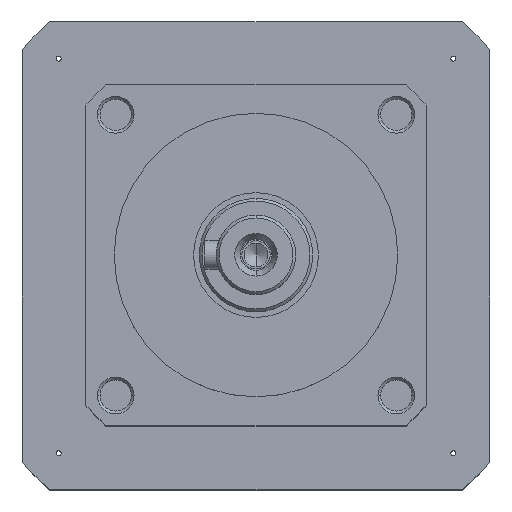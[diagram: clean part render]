
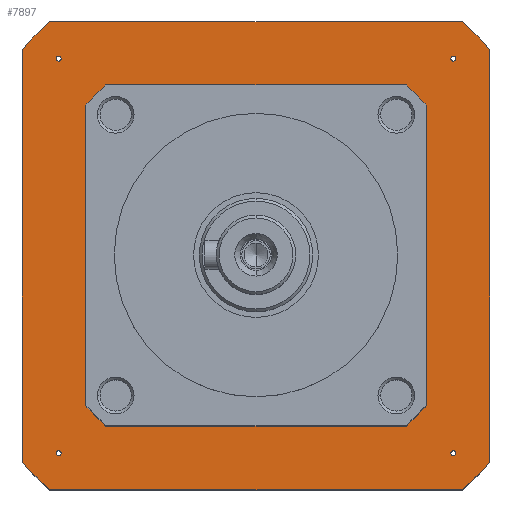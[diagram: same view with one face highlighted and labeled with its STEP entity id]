
A CAD part, top view. The second image highlights one B-rep face of the part: STEP entity #7897.
In plain terms, the highlighted planar face has unit normal (0, 0, 1).
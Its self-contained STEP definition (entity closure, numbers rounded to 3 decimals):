
#533=PLANE('',#8972);
#985=VECTOR('',#11334,1.);
#986=VECTOR('',#11337,1.);
#987=VECTOR('',#11340,1.);
#988=VECTOR('',#11343,1.);
#1399=LINE('',#14491,#985);
#1400=LINE('',#14496,#986);
#1401=LINE('',#14500,#987);
#1402=LINE('',#14504,#988);
#2095=VERTEX_POINT('',#14480);
#2096=VERTEX_POINT('',#14483);
#2097=VERTEX_POINT('',#14486);
#2098=VERTEX_POINT('',#14489);
#2099=VERTEX_POINT('',#14492);
#2100=VERTEX_POINT('',#14493);
#2101=VERTEX_POINT('',#14495);
#2102=VERTEX_POINT('',#14497);
#2103=VERTEX_POINT('',#14499);
#2104=VERTEX_POINT('',#14501);
#2105=VERTEX_POINT('',#14503);
#2106=VERTEX_POINT('',#14505);
#2107=VERTEX_POINT('',#14508);
#2108=VERTEX_POINT('',#14509);
#2109=VERTEX_POINT('',#14512);
#2110=VERTEX_POINT('',#14513);
#2111=VERTEX_POINT('',#14516);
#2112=VERTEX_POINT('',#14517);
#2113=VERTEX_POINT('',#14520);
#2114=VERTEX_POINT('',#14521);
#2115=VERTEX_POINT('',#14524);
#2116=VERTEX_POINT('',#14525);
#2788=CIRCLE('',#8965,0.436);
#2789=CIRCLE('',#8967,0.436);
#2790=CIRCLE('',#8969,0.436);
#2791=CIRCLE('',#8971,0.436);
#2792=CIRCLE('',#8973,55.);
#2793=CIRCLE('',#8974,55.);
#2794=CIRCLE('',#8975,55.);
#2795=CIRCLE('',#8976,55.);
#2796=CIRCLE('',#8977,25.);
#2797=CIRCLE('',#8978,25.);
#2798=CIRCLE('',#8979,2.75);
#2799=CIRCLE('',#8980,2.75);
#2800=CIRCLE('',#8981,2.75);
#2801=CIRCLE('',#8982,2.75);
#2802=CIRCLE('',#8983,2.75);
#2803=CIRCLE('',#8984,2.75);
#2804=CIRCLE('',#8985,2.75);
#2805=CIRCLE('',#8986,2.75);
#3841=EDGE_CURVE('',#2095,#2095,#2788,.T.);
#3842=EDGE_CURVE('',#2096,#2096,#2789,.T.);
#3843=EDGE_CURVE('',#2097,#2097,#2790,.T.);
#3844=EDGE_CURVE('',#2098,#2098,#2791,.T.);
#3845=EDGE_CURVE('',#2099,#2100,#1399,.T.);
#3846=EDGE_CURVE('',#2100,#2101,#2792,.T.);
#3847=EDGE_CURVE('',#2101,#2102,#1400,.T.);
#3848=EDGE_CURVE('',#2102,#2103,#2793,.T.);
#3849=EDGE_CURVE('',#2103,#2104,#1401,.T.);
#3850=EDGE_CURVE('',#2104,#2105,#2794,.T.);
#3851=EDGE_CURVE('',#2105,#2106,#1402,.T.);
#3852=EDGE_CURVE('',#2106,#2099,#2795,.T.);
#3853=EDGE_CURVE('',#2107,#2108,#2796,.T.);
#3854=EDGE_CURVE('',#2108,#2107,#2797,.T.);
#3855=EDGE_CURVE('',#2109,#2110,#2798,.T.);
#3856=EDGE_CURVE('',#2110,#2109,#2799,.T.);
#3857=EDGE_CURVE('',#2111,#2112,#2800,.T.);
#3858=EDGE_CURVE('',#2112,#2111,#2801,.T.);
#3859=EDGE_CURVE('',#2113,#2114,#2802,.T.);
#3860=EDGE_CURVE('',#2114,#2113,#2803,.T.);
#3861=EDGE_CURVE('',#2115,#2116,#2804,.T.);
#3862=EDGE_CURVE('',#2116,#2115,#2805,.T.);
#5928=ORIENTED_EDGE('',*,*,#3841,.T.);
#5929=ORIENTED_EDGE('',*,*,#3842,.T.);
#5930=ORIENTED_EDGE('',*,*,#3843,.T.);
#5931=ORIENTED_EDGE('',*,*,#3844,.T.);
#5932=ORIENTED_EDGE('',*,*,#3845,.T.);
#5933=ORIENTED_EDGE('',*,*,#3846,.T.);
#5934=ORIENTED_EDGE('',*,*,#3847,.T.);
#5935=ORIENTED_EDGE('',*,*,#3848,.T.);
#5936=ORIENTED_EDGE('',*,*,#3849,.T.);
#5937=ORIENTED_EDGE('',*,*,#3850,.T.);
#5938=ORIENTED_EDGE('',*,*,#3851,.T.);
#5939=ORIENTED_EDGE('',*,*,#3852,.T.);
#5940=ORIENTED_EDGE('',*,*,#3853,.F.);
#5941=ORIENTED_EDGE('',*,*,#3854,.F.);
#5942=ORIENTED_EDGE('',*,*,#3855,.F.);
#5943=ORIENTED_EDGE('',*,*,#3856,.F.);
#5944=ORIENTED_EDGE('',*,*,#3857,.F.);
#5945=ORIENTED_EDGE('',*,*,#3858,.F.);
#5946=ORIENTED_EDGE('',*,*,#3859,.F.);
#5947=ORIENTED_EDGE('',*,*,#3860,.F.);
#5948=ORIENTED_EDGE('',*,*,#3861,.F.);
#5949=ORIENTED_EDGE('',*,*,#3862,.F.);
#6762=EDGE_LOOP('',(#5928));
#6763=EDGE_LOOP('',(#5929));
#6764=EDGE_LOOP('',(#5930));
#6765=EDGE_LOOP('',(#5931));
#6766=EDGE_LOOP('',(#5932,#5933,#5934,#5935,#5936,#5937,#5938,#5939));
#6767=EDGE_LOOP('',(#5940,#5941));
#6768=EDGE_LOOP('',(#5942,#5943));
#6769=EDGE_LOOP('',(#5944,#5945));
#6770=EDGE_LOOP('',(#5946,#5947));
#6771=EDGE_LOOP('',(#5948,#5949));
#7385=FACE_BOUND('',#6762,.T.);
#7386=FACE_BOUND('',#6763,.T.);
#7387=FACE_BOUND('',#6764,.T.);
#7388=FACE_BOUND('',#6765,.T.);
#7389=FACE_BOUND('',#6766,.T.);
#7390=FACE_BOUND('',#6767,.T.);
#7391=FACE_BOUND('',#6768,.T.);
#7392=FACE_BOUND('',#6769,.T.);
#7393=FACE_BOUND('',#6770,.T.);
#7394=FACE_BOUND('',#6771,.T.);
#7897=ADVANCED_FACE('',(#7385,#7386,#7387,#7388,#7389,#7390,#7391,#7392,
#7393,#7394),#533,.T.);
#8965=AXIS2_PLACEMENT_3D('',#14479,#11319,#11320);
#8967=AXIS2_PLACEMENT_3D('',#14482,#11323,#11324);
#8969=AXIS2_PLACEMENT_3D('',#14485,#11327,#11328);
#8971=AXIS2_PLACEMENT_3D('',#14488,#11331,#11332);
#8972=AXIS2_PLACEMENT_3D('',#14490,#11333,$);
#8973=AXIS2_PLACEMENT_3D('',#14494,#11335,#11336);
#8974=AXIS2_PLACEMENT_3D('',#14498,#11338,#11339);
#8975=AXIS2_PLACEMENT_3D('',#14502,#11341,#11342);
#8976=AXIS2_PLACEMENT_3D('',#14506,#11344,#11345);
#8977=AXIS2_PLACEMENT_3D('',#14507,#11346,#11347);
#8978=AXIS2_PLACEMENT_3D('',#14510,#11348,#11349);
#8979=AXIS2_PLACEMENT_3D('',#14511,#11350,#11351);
#8980=AXIS2_PLACEMENT_3D('',#14514,#11352,#11353);
#8981=AXIS2_PLACEMENT_3D('',#14515,#11354,#11355);
#8982=AXIS2_PLACEMENT_3D('',#14518,#11356,#11357);
#8983=AXIS2_PLACEMENT_3D('',#14519,#11358,#11359);
#8984=AXIS2_PLACEMENT_3D('',#14522,#11360,#11361);
#8985=AXIS2_PLACEMENT_3D('',#14523,#11362,#11363);
#8986=AXIS2_PLACEMENT_3D('',#14526,#11364,#11365);
#11319=DIRECTION('',(0.,0.,-1.));
#11320=DIRECTION('',(0.436,0.,0.));
#11323=DIRECTION('',(0.,0.,-1.));
#11324=DIRECTION('',(0.436,0.,0.));
#11327=DIRECTION('',(0.,0.,-1.));
#11328=DIRECTION('',(0.436,0.,0.));
#11331=DIRECTION('',(0.,0.,-1.));
#11332=DIRECTION('',(0.436,0.,0.));
#11333=DIRECTION('',(0.,0.,1.));
#11334=DIRECTION('',(0.,1.,0.));
#11335=DIRECTION('',(0.,0.,1.));
#11336=DIRECTION('',(55.,0.,0.));
#11337=DIRECTION('',(-1.,0.,0.));
#11338=DIRECTION('',(0.,0.,1.));
#11339=DIRECTION('',(55.,0.,0.));
#11340=DIRECTION('',(0.,-1.,0.));
#11341=DIRECTION('',(0.,0.,1.));
#11342=DIRECTION('',(55.,0.,0.));
#11343=DIRECTION('',(1.,0.,0.));
#11344=DIRECTION('',(0.,0.,1.));
#11345=DIRECTION('',(55.,0.,0.));
#11346=DIRECTION('',(0.,0.,1.));
#11347=DIRECTION('',(25.,0.,0.));
#11348=DIRECTION('',(0.,0.,1.));
#11349=DIRECTION('',(25.,0.,0.));
#11350=DIRECTION('',(0.,0.,1.));
#11351=DIRECTION('',(2.75,0.,0.));
#11352=DIRECTION('',(0.,0.,1.));
#11353=DIRECTION('',(2.75,0.,0.));
#11354=DIRECTION('',(0.,0.,1.));
#11355=DIRECTION('',(2.75,0.,0.));
#11356=DIRECTION('',(0.,0.,1.));
#11357=DIRECTION('',(2.75,0.,0.));
#11358=DIRECTION('',(0.,0.,1.));
#11359=DIRECTION('',(2.75,0.,0.));
#11360=DIRECTION('',(0.,0.,1.));
#11361=DIRECTION('',(2.75,0.,0.));
#11362=DIRECTION('',(0.,0.,1.));
#11363=DIRECTION('',(2.75,0.,0.));
#11364=DIRECTION('',(0.,0.,1.));
#11365=DIRECTION('',(2.75,0.,0.));
#14479=CARTESIAN_POINT('',(-34.8,-34.8,-75.85));
#14480=CARTESIAN_POINT('',(-35.236,-34.8,-75.85));
#14482=CARTESIAN_POINT('',(34.8,-34.8,-75.85));
#14483=CARTESIAN_POINT('',(34.364,-34.8,-75.85));
#14485=CARTESIAN_POINT('',(-34.8,34.8,-75.85));
#14486=CARTESIAN_POINT('',(-35.236,34.8,-75.85));
#14488=CARTESIAN_POINT('',(34.8,34.8,-75.85));
#14489=CARTESIAN_POINT('',(34.364,34.8,-75.85));
#14490=CARTESIAN_POINT('',(-41.25,41.25,-75.85));
#14491=CARTESIAN_POINT('',(41.25,-36.379,-75.85));
#14492=CARTESIAN_POINT('',(41.25,-36.379,-75.85));
#14493=CARTESIAN_POINT('',(41.25,36.379,-75.85));
#14494=CARTESIAN_POINT('',(0.,0.,-75.85));
#14495=CARTESIAN_POINT('',(36.379,41.25,-75.85));
#14496=CARTESIAN_POINT('',(36.379,41.25,-75.85));
#14497=CARTESIAN_POINT('',(-36.379,41.25,-75.85));
#14498=CARTESIAN_POINT('',(0.,0.,-75.85));
#14499=CARTESIAN_POINT('',(-41.25,36.379,-75.85));
#14500=CARTESIAN_POINT('',(-41.25,36.379,-75.85));
#14501=CARTESIAN_POINT('',(-41.25,-36.379,-75.85));
#14502=CARTESIAN_POINT('',(0.,0.,-75.85));
#14503=CARTESIAN_POINT('',(-36.379,-41.25,-75.85));
#14504=CARTESIAN_POINT('',(-36.379,-41.25,-75.85));
#14505=CARTESIAN_POINT('',(36.379,-41.25,-75.85));
#14506=CARTESIAN_POINT('',(0.,0.,-75.85));
#14507=CARTESIAN_POINT('',(0.,0.,-75.85));
#14508=CARTESIAN_POINT('',(-25.,0.,-75.85));
#14509=CARTESIAN_POINT('',(25.,0.,-75.85));
#14510=CARTESIAN_POINT('',(0.,0.,-75.85));
#14511=CARTESIAN_POINT('',(24.749,24.749,-75.85));
#14512=CARTESIAN_POINT('',(21.999,24.749,-75.85));
#14513=CARTESIAN_POINT('',(27.499,24.749,-75.85));
#14514=CARTESIAN_POINT('',(24.749,24.749,-75.85));
#14515=CARTESIAN_POINT('',(24.749,-24.749,-75.85));
#14516=CARTESIAN_POINT('',(21.999,-24.749,-75.85));
#14517=CARTESIAN_POINT('',(27.499,-24.749,-75.85));
#14518=CARTESIAN_POINT('',(24.749,-24.749,-75.85));
#14519=CARTESIAN_POINT('',(-24.749,-24.749,-75.85));
#14520=CARTESIAN_POINT('',(-27.499,-24.749,-75.85));
#14521=CARTESIAN_POINT('',(-21.999,-24.749,-75.85));
#14522=CARTESIAN_POINT('',(-24.749,-24.749,-75.85));
#14523=CARTESIAN_POINT('',(-24.749,24.749,-75.85));
#14524=CARTESIAN_POINT('',(-27.499,24.749,-75.85));
#14525=CARTESIAN_POINT('',(-21.999,24.749,-75.85));
#14526=CARTESIAN_POINT('',(-24.749,24.749,-75.85));
